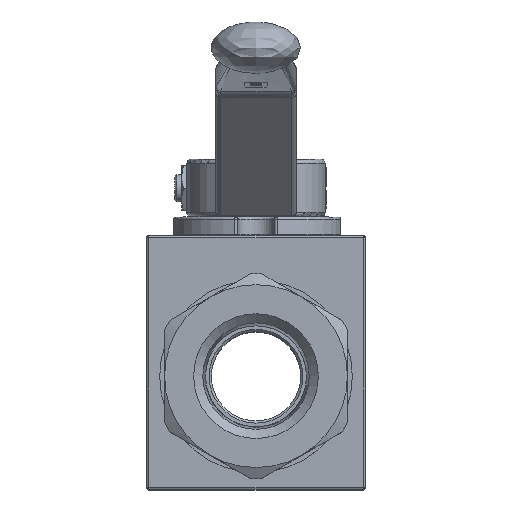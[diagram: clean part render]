
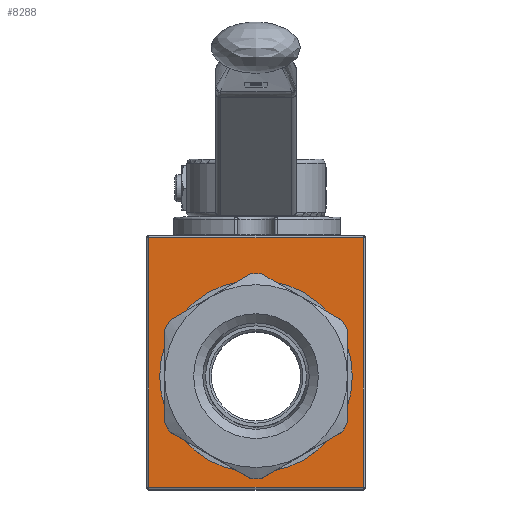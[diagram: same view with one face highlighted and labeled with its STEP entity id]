
A CAD part, top view. The second image highlights one B-rep face of the part: STEP entity #8288.
In plain terms, the highlighted planar face has unit normal (0, 0, 1).
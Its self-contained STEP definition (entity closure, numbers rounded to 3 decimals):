
#475=FACE_BOUND('',#1285,.T.);
#533=PLANE('',#8913);
#801=FACE_OUTER_BOUND('',#1284,.T.);
#1284=EDGE_LOOP('',(#5739,#5740,#5741,#5742));
#1285=EDGE_LOOP('',(#5743,#5744));
#1776=LINE('',#12448,#2364);
#1778=LINE('',#12451,#2366);
#1782=LINE('',#12457,#2370);
#1784=LINE('',#12460,#2372);
#2364=VECTOR('',#10007,10.);
#2366=VECTOR('',#10011,10.);
#2370=VECTOR('',#10019,10.);
#2372=VECTOR('',#10023,10.);
#2997=CIRCLE('',#8914,21.6);
#2998=CIRCLE('',#8915,21.6);
#3401=VERTEX_POINT('',#12372);
#3407=VERTEX_POINT('',#12389);
#3410=VERTEX_POINT('',#12396);
#3419=VERTEX_POINT('',#12426);
#3428=VERTEX_POINT('',#12476);
#3429=VERTEX_POINT('',#12477);
#4282=EDGE_CURVE('',#3410,#3419,#1776,.T.);
#4284=EDGE_CURVE('',#3419,#3407,#1778,.T.);
#4288=EDGE_CURVE('',#3401,#3410,#1782,.T.);
#4290=EDGE_CURVE('',#3407,#3401,#1784,.T.);
#4296=EDGE_CURVE('',#3428,#3429,#2997,.T.);
#4297=EDGE_CURVE('',#3429,#3428,#2998,.T.);
#5739=ORIENTED_EDGE('',*,*,#4282,.F.);
#5740=ORIENTED_EDGE('',*,*,#4288,.F.);
#5741=ORIENTED_EDGE('',*,*,#4290,.F.);
#5742=ORIENTED_EDGE('',*,*,#4284,.F.);
#5743=ORIENTED_EDGE('',*,*,#4296,.T.);
#5744=ORIENTED_EDGE('',*,*,#4297,.T.);
#8288=ADVANCED_FACE('',(#801,#475),#533,.T.);
#8913=AXIS2_PLACEMENT_3D('',#12475,#10043,#10044);
#8914=AXIS2_PLACEMENT_3D('',#12478,#10045,#10046);
#8915=AXIS2_PLACEMENT_3D('',#12479,#10047,#10048);
#10007=DIRECTION('',(1.,0.,0.));
#10011=DIRECTION('',(0.,-1.,0.));
#10019=DIRECTION('',(0.,1.,0.));
#10023=DIRECTION('',(-1.,0.,0.));
#10043=DIRECTION('center_axis',(0.,0.,1.));
#10044=DIRECTION('ref_axis',(1.,0.,0.));
#10045=DIRECTION('center_axis',(0.,0.,-1.));
#10046=DIRECTION('ref_axis',(0.,1.,0.));
#10047=DIRECTION('center_axis',(0.,0.,-1.));
#10048=DIRECTION('ref_axis',(0.,1.,0.));
#12372=CARTESIAN_POINT('',(-28.922,-27.65,31.25));
#12389=CARTESIAN_POINT('',(19.078,-27.65,31.25));
#12396=CARTESIAN_POINT('',(-28.922,28.35,31.25));
#12426=CARTESIAN_POINT('',(19.078,28.35,31.25));
#12448=CARTESIAN_POINT('',(7.328,28.35,31.25));
#12451=CARTESIAN_POINT('',(19.078,-13.9,31.25));
#12457=CARTESIAN_POINT('',(-28.922,14.6,31.25));
#12460=CARTESIAN_POINT('',(-17.172,-27.65,31.25));
#12475=CARTESIAN_POINT('Origin',(-4.922,0.35,31.25));
#12476=CARTESIAN_POINT('',(-4.922,18.85,31.25));
#12477=CARTESIAN_POINT('',(-4.922,-24.35,31.25));
#12478=CARTESIAN_POINT('Origin',(-4.922,-2.75,31.25));
#12479=CARTESIAN_POINT('Origin',(-4.922,-2.75,31.25));
